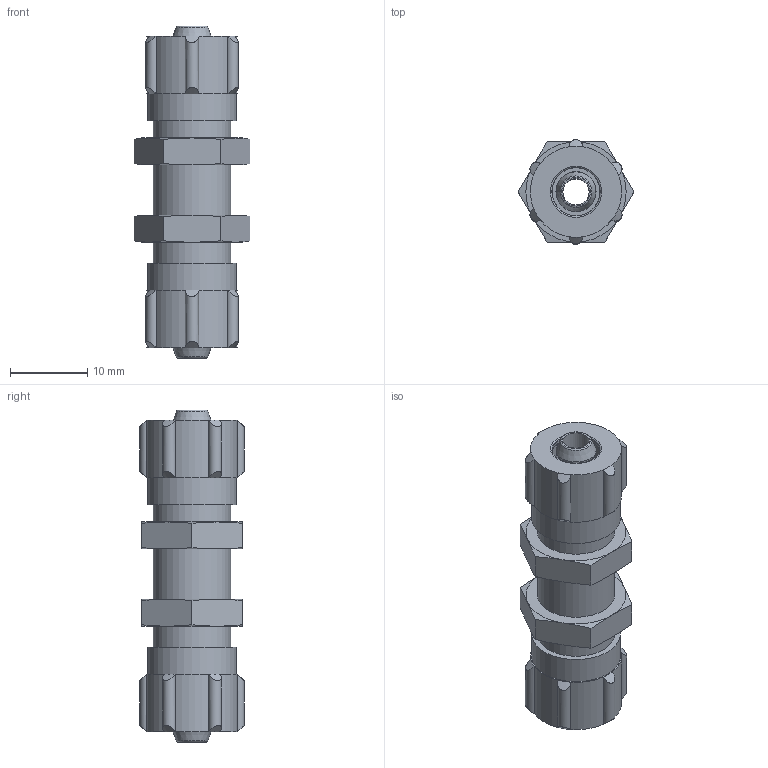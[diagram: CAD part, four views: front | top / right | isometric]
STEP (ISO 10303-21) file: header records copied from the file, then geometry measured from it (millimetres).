
FILE_DESCRIPTION(/* description */ ('STEP AP214'),/* implementation_level */ '2;1');
FILE_NAME(/* name */ '9421_SCK-PK-4',/* time_stamp */ '2024-09-14T23:21:03+02:00',/* author */ ('License CC BY-ND 4.0'),/* organization */ ('CADENAS'),/* preprocessor_version */ 'ST-DEVELOPER v19.3',/* originating_system */ 'PARTsolutions',/* authorisation */ ' ');
FILE_SCHEMA (('AUTOMOTIVE_DESIGN {1 0 10303 214 3 1 1}'));
Length unit declared in the file: millimetre
Products named in the file (4): 9421 SCK-PK-4; 9421 SCK-PK-4---(part); 2965 MCK-PK-4; 9421 M10x1
Assembly tree (5 placements, depth 2):
  9421 SCK-PK-4
    9421 SCK-PK-4---(part)
    2965 MCK-PK-4  x2
    9421 M10x1  x2
Bounding box: 15.01 x 13.5 x 43 mm (x, y, z)
Volume: 4006 mm3; surface area: 4293 mm2
Topology: 5 solids, 5 shells, 134 faces, 263 edges, 143 vertices
Faces by surface type: cone 62, cylinder 36, plane 26, torus 10
Full cylindrical faces by diameter (mm): 3.4 x1, 4.8 x2, 6.2 x2, 8.917 x4, 10 x1, 11.5 x2
Entity records: 1968 total; most frequent: CARTESIAN_POINT 449, DIRECTION 314, ORIENTED_EDGE 242, AXIS2_PLACEMENT_3D 148, EDGE_CURVE 121, EDGE_LOOP 108, FACE_BOUND 108, VERTEX_POINT 79
